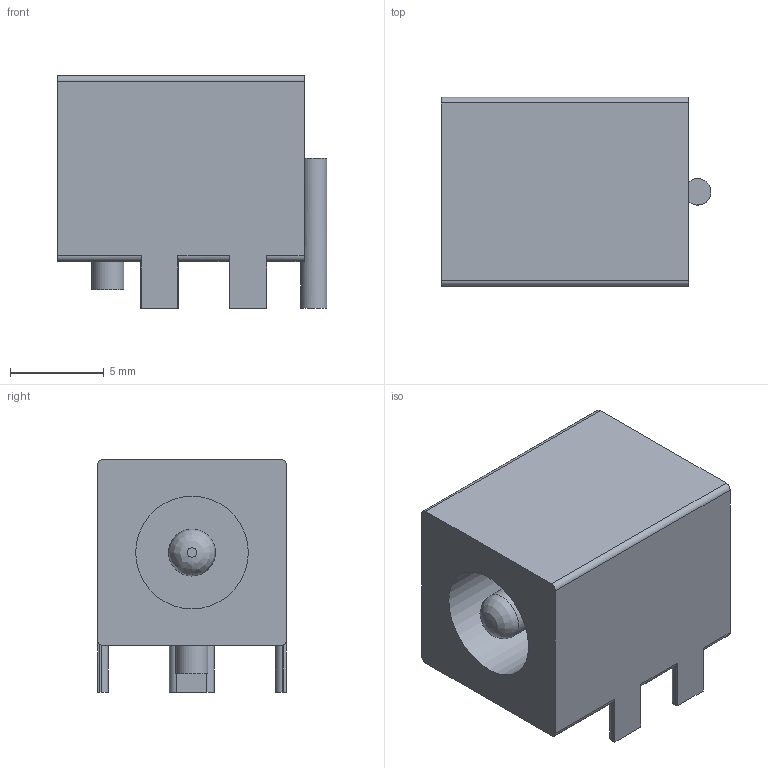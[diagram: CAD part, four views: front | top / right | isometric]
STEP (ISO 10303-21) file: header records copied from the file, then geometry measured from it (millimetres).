
FILE_DESCRIPTION(/* description */ (''),/* implementation_level */ '2;1');
FILE_NAME(/* name */ '${GLOWINGKITTYPARTS}/DC-042C-Z-2.5-A.step',/* time_stamp */ '2022-01-24T22:33:09+01:00',/* author */ (''),/* organization */ (''),/* preprocessor_version */ 'ST-DEVELOPER v18.1',/* originating_system */ 'Autodesk Translation Framework v10.13.0.1454',/* authorisation */ '');
FILE_SCHEMA (('AUTOMOTIVE_DESIGN { 1 0 10303 214 3 1 1 }'));
Length unit declared in the file: millimetre
Products named in the file (1): DC-042C-Z-2.5-A
Bounding box: 14.36 x 10.05 x 12.4 mm (x, y, z)
Volume: 1138.6 mm3; surface area: 1038.7 mm2
Topology: 1 solids, 1 shells, 61 faces, 165 edges, 110 vertices
Faces by surface type: cylinder 30, plane 30, bspline 1
Full cylindrical faces by diameter (mm): 1.4 x1, 1.7 x1, 2.5 x1, 6 x1
Entity records: 2062 total; most frequent: CARTESIAN_POINT 459, ORIENTED_EDGE 330, DIRECTION 328, EDGE_CURVE 165, AXIS2_PLACEMENT_3D 118, VERTEX_POINT 110, LINE 92, VECTOR 92
